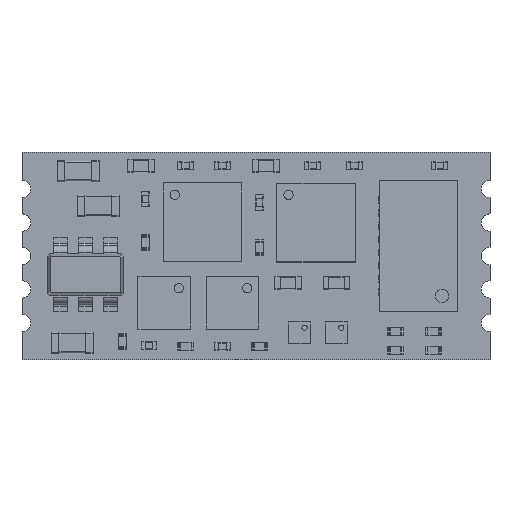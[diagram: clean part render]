
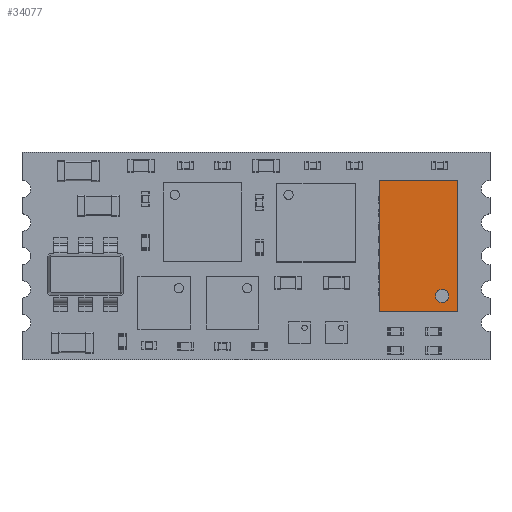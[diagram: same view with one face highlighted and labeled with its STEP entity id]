
A CAD part, top view. The second image highlights one B-rep face of the part: STEP entity #34077.
In plain terms, the highlighted planar face has unit normal (0, 0, 1).
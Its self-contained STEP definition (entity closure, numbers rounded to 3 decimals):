
#26828 = PLANE('',#26829);
#26829 = AXIS2_PLACEMENT_3D('',#26830,#26831,#26832);
#26830 = CARTESIAN_POINT('',(1.49,2.49,0.02));
#26831 = DIRECTION('',(1.,0.,0.));
#26832 = DIRECTION('',(0.,0.,1.));
#27109 = PLANE('',#27110);
#27110 = AXIS2_PLACEMENT_3D('',#27111,#27112,#27113);
#27111 = CARTESIAN_POINT('',(-1.49,2.49,0.02));
#27112 = DIRECTION('',(0.,-1.,0.));
#27113 = DIRECTION('',(0.,0.,1.));
#27137 = PLANE('',#27138);
#27138 = AXIS2_PLACEMENT_3D('',#27139,#27140,#27141);
#27139 = CARTESIAN_POINT('',(-1.49,2.49,0.02));
#27140 = DIRECTION('',(1.,0.,0.));
#27141 = DIRECTION('',(0.,0.,1.));
#28061 = PLANE('',#28062);
#28062 = AXIS2_PLACEMENT_3D('',#28063,#28064,#28065);
#28063 = CARTESIAN_POINT('',(-1.49,-2.49,0.02));
#28064 = DIRECTION('',(0.,-1.,0.));
#28065 = DIRECTION('',(0.,0.,1.));
#29026 = VERTEX_POINT('',#29027);
#29027 = CARTESIAN_POINT('',(1.49,2.49,0.77));
#29048 = EDGE_CURVE('',#29026,#29049,#29051,.T.);
#29049 = VERTEX_POINT('',#29050);
#29050 = CARTESIAN_POINT('',(1.49,-2.49,0.77));
#29051 = SURFACE_CURVE('',#29052,(#29056,#29063),.PCURVE_S1.);
#29052 = LINE('',#29053,#29054);
#29053 = CARTESIAN_POINT('',(1.49,2.49,0.77));
#29054 = VECTOR('',#29055,1.);
#29055 = DIRECTION('',(0.,-1.,0.));
#29056 = PCURVE('',#26828,#29057);
#29057 = DEFINITIONAL_REPRESENTATION('',(#29058),#29062);
#29058 = LINE('',#29059,#29060);
#29059 = CARTESIAN_POINT('',(0.75,0.));
#29060 = VECTOR('',#29061,1.);
#29061 = DIRECTION('',(0.,1.));
#29062 = ( GEOMETRIC_REPRESENTATION_CONTEXT(2) 
PARAMETRIC_REPRESENTATION_CONTEXT() REPRESENTATION_CONTEXT('2D SPACE',''
  ) );
#29063 = PCURVE('',#29064,#29069);
#29064 = PLANE('',#29065);
#29065 = AXIS2_PLACEMENT_3D('',#29066,#29067,#29068);
#29066 = CARTESIAN_POINT('',(-1.49,2.49,0.77));
#29067 = DIRECTION('',(0.,0.,1.));
#29068 = DIRECTION('',(0.,-1.,0.));
#29069 = DEFINITIONAL_REPRESENTATION('',(#29070),#29074);
#29070 = LINE('',#29071,#29072);
#29071 = CARTESIAN_POINT('',(0.,2.98));
#29072 = VECTOR('',#29073,1.);
#29073 = DIRECTION('',(1.,0.));
#29074 = ( GEOMETRIC_REPRESENTATION_CONTEXT(2) 
PARAMETRIC_REPRESENTATION_CONTEXT() REPRESENTATION_CONTEXT('2D SPACE',''
  ) );
#29643 = VERTEX_POINT('',#29644);
#29644 = CARTESIAN_POINT('',(-1.49,2.49,0.77));
#29667 = EDGE_CURVE('',#29643,#29026,#29668,.T.);
#29668 = SURFACE_CURVE('',#29669,(#29673,#29680),.PCURVE_S1.);
#29669 = LINE('',#29670,#29671);
#29670 = CARTESIAN_POINT('',(-1.49,2.49,0.77));
#29671 = VECTOR('',#29672,1.);
#29672 = DIRECTION('',(1.,0.,0.));
#29673 = PCURVE('',#27109,#29674);
#29674 = DEFINITIONAL_REPRESENTATION('',(#29675),#29679);
#29675 = LINE('',#29676,#29677);
#29676 = CARTESIAN_POINT('',(0.75,0.));
#29677 = VECTOR('',#29678,1.);
#29678 = DIRECTION('',(0.,-1.));
#29679 = ( GEOMETRIC_REPRESENTATION_CONTEXT(2) 
PARAMETRIC_REPRESENTATION_CONTEXT() REPRESENTATION_CONTEXT('2D SPACE',''
  ) );
#29680 = PCURVE('',#29064,#29681);
#29681 = DEFINITIONAL_REPRESENTATION('',(#29682),#29686);
#29682 = LINE('',#29683,#29684);
#29683 = CARTESIAN_POINT('',(0.,0.));
#29684 = VECTOR('',#29685,1.);
#29685 = DIRECTION('',(0.,1.));
#29686 = ( GEOMETRIC_REPRESENTATION_CONTEXT(2) 
PARAMETRIC_REPRESENTATION_CONTEXT() REPRESENTATION_CONTEXT('2D SPACE',''
  ) );
#29798 = EDGE_CURVE('',#29643,#29799,#29801,.T.);
#29799 = VERTEX_POINT('',#29800);
#29800 = CARTESIAN_POINT('',(-1.49,-2.49,0.77));
#29801 = SURFACE_CURVE('',#29802,(#29806,#29813),.PCURVE_S1.);
#29802 = LINE('',#29803,#29804);
#29803 = CARTESIAN_POINT('',(-1.49,2.49,0.77));
#29804 = VECTOR('',#29805,1.);
#29805 = DIRECTION('',(0.,-1.,0.));
#29806 = PCURVE('',#27137,#29807);
#29807 = DEFINITIONAL_REPRESENTATION('',(#29808),#29812);
#29808 = LINE('',#29809,#29810);
#29809 = CARTESIAN_POINT('',(0.75,0.));
#29810 = VECTOR('',#29811,1.);
#29811 = DIRECTION('',(0.,1.));
#29812 = ( GEOMETRIC_REPRESENTATION_CONTEXT(2) 
PARAMETRIC_REPRESENTATION_CONTEXT() REPRESENTATION_CONTEXT('2D SPACE',''
  ) );
#29813 = PCURVE('',#29064,#29814);
#29814 = DEFINITIONAL_REPRESENTATION('',(#29815),#29819);
#29815 = LINE('',#29816,#29817);
#29816 = CARTESIAN_POINT('',(0.,0.));
#29817 = VECTOR('',#29818,1.);
#29818 = DIRECTION('',(1.,0.));
#29819 = ( GEOMETRIC_REPRESENTATION_CONTEXT(2) 
PARAMETRIC_REPRESENTATION_CONTEXT() REPRESENTATION_CONTEXT('2D SPACE',''
  ) );
#33807 = EDGE_CURVE('',#29799,#29049,#33808,.T.);
#33808 = SURFACE_CURVE('',#33809,(#33813,#33820),.PCURVE_S1.);
#33809 = LINE('',#33810,#33811);
#33810 = CARTESIAN_POINT('',(-1.49,-2.49,0.77));
#33811 = VECTOR('',#33812,1.);
#33812 = DIRECTION('',(1.,0.,0.));
#33813 = PCURVE('',#28061,#33814);
#33814 = DEFINITIONAL_REPRESENTATION('',(#33815),#33819);
#33815 = LINE('',#33816,#33817);
#33816 = CARTESIAN_POINT('',(0.75,0.));
#33817 = VECTOR('',#33818,1.);
#33818 = DIRECTION('',(0.,-1.));
#33819 = ( GEOMETRIC_REPRESENTATION_CONTEXT(2) 
PARAMETRIC_REPRESENTATION_CONTEXT() REPRESENTATION_CONTEXT('2D SPACE',''
  ) );
#33820 = PCURVE('',#29064,#33821);
#33821 = DEFINITIONAL_REPRESENTATION('',(#33822),#33826);
#33822 = LINE('',#33823,#33824);
#33823 = CARTESIAN_POINT('',(4.98,0.));
#33824 = VECTOR('',#33825,1.);
#33825 = DIRECTION('',(0.,1.));
#33826 = ( GEOMETRIC_REPRESENTATION_CONTEXT(2) 
PARAMETRIC_REPRESENTATION_CONTEXT() REPRESENTATION_CONTEXT('2D SPACE',''
  ) );
#34077 = ADVANCED_FACE('',(#34078,#34084),#29064,.T.);
#34078 = FACE_BOUND('',#34079,.T.);
#34079 = EDGE_LOOP('',(#34080,#34081,#34082,#34083));
#34080 = ORIENTED_EDGE('',*,*,#29667,.F.);
#34081 = ORIENTED_EDGE('',*,*,#29798,.T.);
#34082 = ORIENTED_EDGE('',*,*,#33807,.T.);
#34083 = ORIENTED_EDGE('',*,*,#29048,.F.);
#34084 = FACE_BOUND('',#34085,.T.);
#34085 = EDGE_LOOP('',(#34086));
#34086 = ORIENTED_EDGE('',*,*,#34087,.T.);
#34087 = EDGE_CURVE('',#34088,#34088,#34090,.T.);
#34088 = VERTEX_POINT('',#34089);
#34089 = CARTESIAN_POINT('',(-0.9,1.65,0.77));
#34090 = SURFACE_CURVE('',#34091,(#34096,#34107),.PCURVE_S1.);
#34091 = CIRCLE('',#34092,0.25);
#34092 = AXIS2_PLACEMENT_3D('',#34093,#34094,#34095);
#34093 = CARTESIAN_POINT('',(-0.9,1.9,0.77));
#34094 = DIRECTION('',(-0.,0.,-1.));
#34095 = DIRECTION('',(0.,-1.,0.));
#34096 = PCURVE('',#29064,#34097);
#34097 = DEFINITIONAL_REPRESENTATION('',(#34098),#34106);
#34098 = ( BOUNDED_CURVE() B_SPLINE_CURVE(2,(#34099,#34100,#34101,#34102
    ,#34103,#34104,#34105),.UNSPECIFIED.,.T.,.F.) 
B_SPLINE_CURVE_WITH_KNOTS((1,2,2,2,2,1),(-2.094,0.,
    2.094,4.189,6.283,8.378),
.UNSPECIFIED.) CURVE() GEOMETRIC_REPRESENTATION_ITEM() 
RATIONAL_B_SPLINE_CURVE((1.,0.5,1.,0.5,1.,0.5,1.)) REPRESENTATION_ITEM(
  '') );
#34099 = CARTESIAN_POINT('',(0.84,0.59));
#34100 = CARTESIAN_POINT('',(0.84,0.157));
#34101 = CARTESIAN_POINT('',(0.465,0.373));
#34102 = CARTESIAN_POINT('',(0.09,0.59));
#34103 = CARTESIAN_POINT('',(0.465,0.807));
#34104 = CARTESIAN_POINT('',(0.84,1.023));
#34105 = CARTESIAN_POINT('',(0.84,0.59));
#34106 = ( GEOMETRIC_REPRESENTATION_CONTEXT(2) 
PARAMETRIC_REPRESENTATION_CONTEXT() REPRESENTATION_CONTEXT('2D SPACE',''
  ) );
#34107 = PCURVE('',#34108,#34113);
#34108 = CYLINDRICAL_SURFACE('',#34109,0.25);
#34109 = AXIS2_PLACEMENT_3D('',#34110,#34111,#34112);
#34110 = CARTESIAN_POINT('',(-0.9,1.9,0.78));
#34111 = DIRECTION('',(0.,0.,-1.));
#34112 = DIRECTION('',(0.,-1.,-0.));
#34113 = DEFINITIONAL_REPRESENTATION('',(#34114),#34118);
#34114 = LINE('',#34115,#34116);
#34115 = CARTESIAN_POINT('',(0.,0.01));
#34116 = VECTOR('',#34117,1.);
#34117 = DIRECTION('',(1.,0.));
#34118 = ( GEOMETRIC_REPRESENTATION_CONTEXT(2) 
PARAMETRIC_REPRESENTATION_CONTEXT() REPRESENTATION_CONTEXT('2D SPACE',''
  ) );
